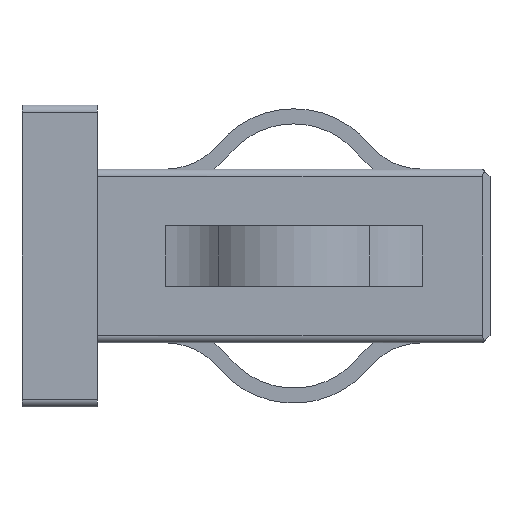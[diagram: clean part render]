
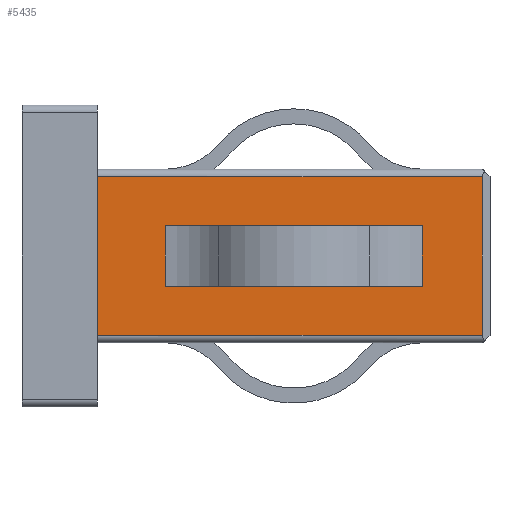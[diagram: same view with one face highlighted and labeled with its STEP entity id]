
A CAD part, left-side view. The second image highlights one B-rep face of the part: STEP entity #5435.
In plain terms, the highlighted planar face has unit normal (-1, 0, 0).
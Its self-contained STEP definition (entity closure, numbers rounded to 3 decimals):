
#130 = EDGE_CURVE ( 'NONE', #4168, #9894, #9302, .T. ) ;
#199 = VERTEX_POINT ( 'NONE', #2190 ) ;
#628 = CARTESIAN_POINT ( 'NONE',  ( -5.75, 0., 5.75 ) ) ;
#638 = LINE ( 'NONE', #12299, #6974 ) ;
#783 = DIRECTION ( 'NONE',  ( 1., 0., 0. ) ) ;
#923 = DIRECTION ( 'NONE',  ( 0., 1., 0. ) ) ;
#1174 = ORIENTED_EDGE ( 'NONE', *, *, #130, .F. ) ;
#1471 = ORIENTED_EDGE ( 'NONE', *, *, #9991, .T. ) ;
#1698 = FACE_OUTER_BOUND ( 'NONE', #13360, .T. ) ;
#2039 = DIRECTION ( 'NONE',  ( 0., 0., -1. ) ) ;
#2190 = CARTESIAN_POINT ( 'NONE',  ( -5.75, -25.5, -5.25 ) ) ;
#2371 = CARTESIAN_POINT ( 'NONE',  ( -5.75, -7.407, 2. ) ) ;
#2387 = VECTOR ( 'NONE', #8960, 1000. ) ;
#2465 = EDGE_CURVE ( 'NONE', #9819, #8634, #12181, .T. ) ;
#2476 = VECTOR ( 'NONE', #9280, 1000. ) ;
#2978 = DIRECTION ( 'NONE',  ( 0., 0., 1. ) ) ;
#3010 = ORIENTED_EDGE ( 'NONE', *, *, #9132, .F. ) ;
#3047 = CARTESIAN_POINT ( 'NONE',  ( -5.75, -26., -2. ) ) ;
#3120 = VERTEX_POINT ( 'NONE', #9674 ) ;
#3301 = CARTESIAN_POINT ( 'NONE',  ( -5.75, -26., 2. ) ) ;
#3306 = ORIENTED_EDGE ( 'NONE', *, *, #9395, .T. ) ;
#3324 = CARTESIAN_POINT ( 'NONE',  ( -5.75, -25.5, 5.25 ) ) ;
#3465 = CARTESIAN_POINT ( 'NONE',  ( -5.75, -26., -5.25 ) ) ;
#3611 = ORIENTED_EDGE ( 'NONE', *, *, #6638, .T. ) ;
#3797 = EDGE_CURVE ( 'NONE', #8109, #8634, #10283, .T. ) ;
#3915 = VECTOR ( 'NONE', #8696, 1000. ) ;
#4168 = VERTEX_POINT ( 'NONE', #8987 ) ;
#4466 = VECTOR ( 'NONE', #12100, 1000. ) ;
#4577 = ORIENTED_EDGE ( 'NONE', *, *, #5507, .T. ) ;
#4652 = LINE ( 'NONE', #5872, #12963 ) ;
#4663 = EDGE_CURVE ( 'NONE', #6945, #3120, #12988, .T. ) ;
#4673 = CARTESIAN_POINT ( 'NONE',  ( -5.75, -21.5, -2. ) ) ;
#4891 = VERTEX_POINT ( 'NONE', #3324 ) ;
#5029 = CARTESIAN_POINT ( 'NONE',  ( -5.75, -26., 2. ) ) ;
#5146 = CARTESIAN_POINT ( 'NONE',  ( -5.75, -26., -2. ) ) ;
#5229 = EDGE_CURVE ( 'NONE', #4891, #13223, #8374, .T. ) ;
#5435 = ADVANCED_FACE ( 'NONE', ( #1698, #11444 ), #12636, .F. ) ;
#5507 = EDGE_CURVE ( 'NONE', #3120, #8706, #12125, .T. ) ;
#5512 = VECTOR ( 'NONE', #923, 1000. ) ;
#5872 = CARTESIAN_POINT ( 'NONE',  ( -5.75, -26., -2. ) ) ;
#6622 = ORIENTED_EDGE ( 'NONE', *, *, #5229, .T. ) ;
#6638 = EDGE_CURVE ( 'NONE', #8706, #9819, #4652, .T. ) ;
#6678 = CARTESIAN_POINT ( 'NONE',  ( -5.75, 0., -5.25 ) ) ;
#6779 = AXIS2_PLACEMENT_3D ( 'NONE', #13668, #783, #2039 ) ;
#6945 = VERTEX_POINT ( 'NONE', #4673 ) ;
#6974 = VECTOR ( 'NONE', #11122, 1000. ) ;
#7131 = ORIENTED_EDGE ( 'NONE', *, *, #8462, .F. ) ;
#7278 = DIRECTION ( 'NONE',  ( 0., 1., 0. ) ) ;
#7371 = VECTOR ( 'NONE', #7535, 1000. ) ;
#7492 = CARTESIAN_POINT ( 'NONE',  ( -5.75, 0., 5.25 ) ) ;
#7535 = DIRECTION ( 'NONE',  ( 0., 1., 0. ) ) ;
#8109 = VERTEX_POINT ( 'NONE', #2371 ) ;
#8134 = DIRECTION ( 'NONE',  ( 0., 0., 1. ) ) ;
#8283 = DIRECTION ( 'NONE',  ( 0., 1., 0. ) ) ;
#8374 = LINE ( 'NONE', #13795, #5512 ) ;
#8462 = EDGE_CURVE ( 'NONE', #6945, #4168, #638, .T. ) ;
#8504 = LINE ( 'NONE', #3465, #4466 ) ;
#8634 = VERTEX_POINT ( 'NONE', #10344 ) ;
#8696 = DIRECTION ( 'NONE',  ( 0., 1., 0. ) ) ;
#8706 = VERTEX_POINT ( 'NONE', #12774 ) ;
#8883 = VERTEX_POINT ( 'NONE', #6678 ) ;
#8960 = DIRECTION ( 'NONE',  ( 0., 0., -1. ) ) ;
#8987 = CARTESIAN_POINT ( 'NONE',  ( -5.75, -21.5, 2. ) ) ;
#9132 = EDGE_CURVE ( 'NONE', #9894, #8109, #13119, .T. ) ;
#9280 = DIRECTION ( 'NONE',  ( 0., 1., 0. ) ) ;
#9302 = LINE ( 'NONE', #3301, #3915 ) ;
#9395 = EDGE_CURVE ( 'NONE', #199, #4891, #11416, .T. ) ;
#9516 = CARTESIAN_POINT ( 'NONE',  ( -5.75, -25.5, 5.75 ) ) ;
#9674 = CARTESIAN_POINT ( 'NONE',  ( -5.75, -18.593, -2. ) ) ;
#9796 = VECTOR ( 'NONE', #8134, 1000. ) ;
#9819 = VERTEX_POINT ( 'NONE', #13562 ) ;
#9894 = VERTEX_POINT ( 'NONE', #12614 ) ;
#9941 = VECTOR ( 'NONE', #7278, 1000. ) ;
#9991 = EDGE_CURVE ( 'NONE', #8883, #199, #8504, .T. ) ;
#10283 = LINE ( 'NONE', #13739, #9941 ) ;
#10315 = DIRECTION ( 'NONE',  ( 0., 1., 0. ) ) ;
#10344 = CARTESIAN_POINT ( 'NONE',  ( -5.75, -4.5, 2. ) ) ;
#10646 = LINE ( 'NONE', #628, #2387 ) ;
#10843 = ORIENTED_EDGE ( 'NONE', *, *, #3797, .F. ) ;
#11079 = VECTOR ( 'NONE', #2978, 1000. ) ;
#11122 = DIRECTION ( 'NONE',  ( 0., 0., 1. ) ) ;
#11416 = LINE ( 'NONE', #9516, #11079 ) ;
#11444 = FACE_BOUND ( 'NONE', #11824, .T. ) ;
#11824 = EDGE_LOOP ( 'NONE', ( #7131, #13735, #4577, #3611, #12292, #10843, #3010, #1174 ) ) ;
#12100 = DIRECTION ( 'NONE',  ( 0., -1., 0. ) ) ;
#12125 = LINE ( 'NONE', #3047, #7371 ) ;
#12181 = LINE ( 'NONE', #12671, #9796 ) ;
#12292 = ORIENTED_EDGE ( 'NONE', *, *, #2465, .T. ) ;
#12299 = CARTESIAN_POINT ( 'NONE',  ( -5.75, -21.5, -2. ) ) ;
#12304 = VECTOR ( 'NONE', #8283, 1000. ) ;
#12614 = CARTESIAN_POINT ( 'NONE',  ( -5.75, -18.593, 2. ) ) ;
#12636 = PLANE ( 'NONE',  #6779 ) ;
#12671 = CARTESIAN_POINT ( 'NONE',  ( -5.75, -4.5, -2. ) ) ;
#12725 = EDGE_CURVE ( 'NONE', #13223, #8883, #10646, .T. ) ;
#12774 = CARTESIAN_POINT ( 'NONE',  ( -5.75, -7.407, -2. ) ) ;
#12963 = VECTOR ( 'NONE', #10315, 1000. ) ;
#12988 = LINE ( 'NONE', #5146, #12304 ) ;
#13119 = LINE ( 'NONE', #5029, #2476 ) ;
#13223 = VERTEX_POINT ( 'NONE', #7492 ) ;
#13360 = EDGE_LOOP ( 'NONE', ( #13614, #1471, #3306, #6622 ) ) ;
#13562 = CARTESIAN_POINT ( 'NONE',  ( -5.75, -4.5, -2. ) ) ;
#13614 = ORIENTED_EDGE ( 'NONE', *, *, #12725, .T. ) ;
#13668 = CARTESIAN_POINT ( 'NONE',  ( -5.75, -26., 5.75 ) ) ;
#13735 = ORIENTED_EDGE ( 'NONE', *, *, #4663, .T. ) ;
#13739 = CARTESIAN_POINT ( 'NONE',  ( -5.75, -26., 2. ) ) ;
#13795 = CARTESIAN_POINT ( 'NONE',  ( -5.75, -26., 5.25 ) ) ;
